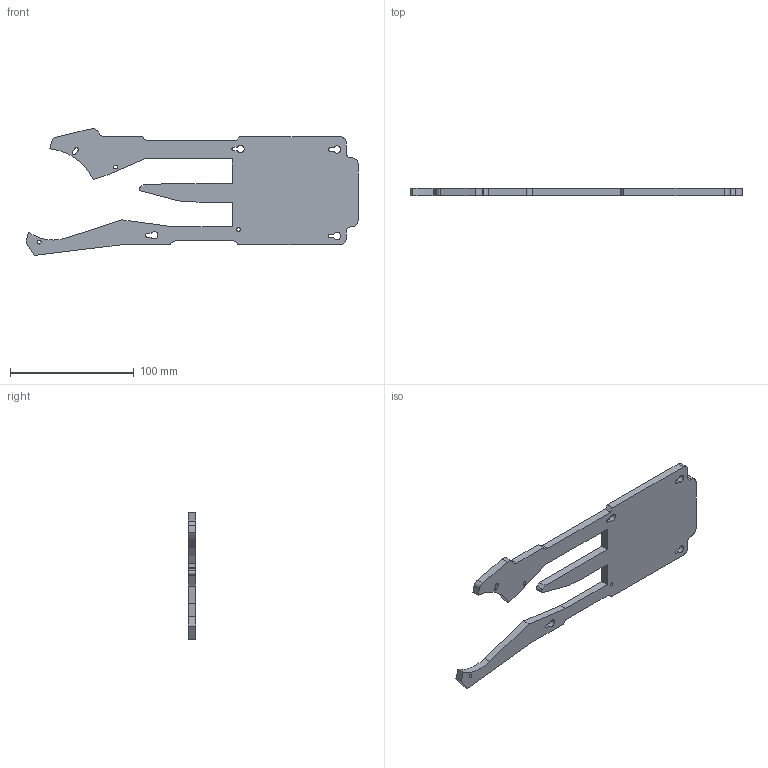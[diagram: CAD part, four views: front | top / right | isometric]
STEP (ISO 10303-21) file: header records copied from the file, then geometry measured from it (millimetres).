
FILE_DESCRIPTION (( 'STEP AP214' ), '1' );
FILE_NAME ('1047-A2P-A.STEP', '2013-05-15T14:41:00', ( '3DAssist' ), ( '' ), 'SwSTEP 2.0', 'SolidWorks 2013', '' );
FILE_SCHEMA (( 'AUTOMOTIVE_DESIGN' ));
Length unit declared in the file: millimetre
Products named in the file (1): 1047-A2P-A
Bounding box: 268.49 x 6 x 102.5 mm (x, y, z)
Volume: 86824.8 mm3; surface area: 36719.2 mm2
Topology: 1 solids, 1 shells, 71 faces, 207 edges, 138 vertices
Faces by surface type: plane 43, cylinder 28
Full cylindrical faces by diameter (mm): 3 x1, 3.1 x2
Entity records: 2408 total; most frequent: CARTESIAN_POINT 414, ORIENTED_EDGE 408, DIRECTION 404, EDGE_CURVE 204, VECTOR 148, LINE 148, VERTEX_POINT 138, AXIS2_PLACEMENT_3D 128
